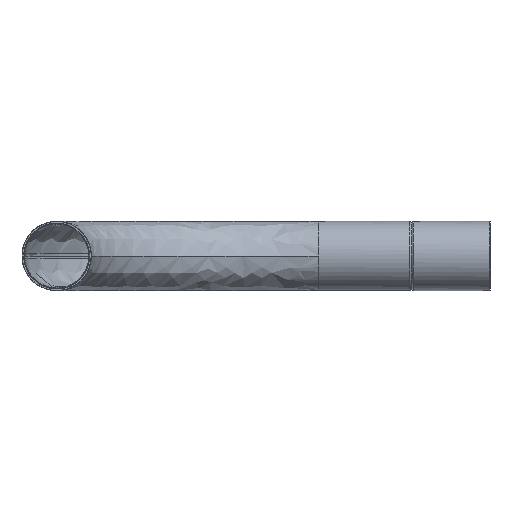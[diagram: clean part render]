
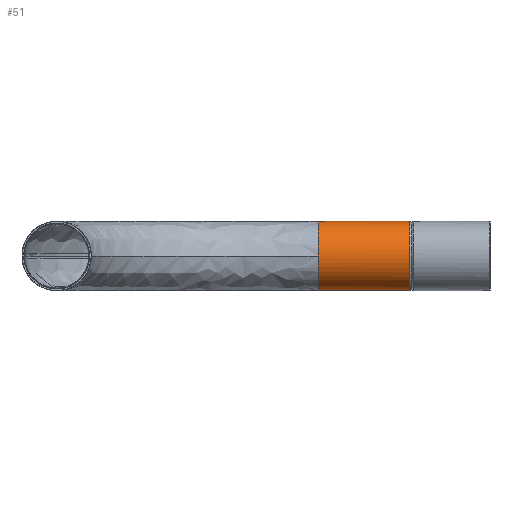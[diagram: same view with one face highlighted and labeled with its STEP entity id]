
A CAD part, front view. The second image highlights one B-rep face of the part: STEP entity #51.
In plain terms, the highlighted free-form (B-spline) face has degree [2, 1] with [9, 2] control points.
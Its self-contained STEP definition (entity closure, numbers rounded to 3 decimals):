
#51=ADVANCED_FACE('',(#101),#736,.T.);
#101=FACE_OUTER_BOUND('',#152,.T.);
#152=EDGE_LOOP('',(#324,#325,#326,#327,#328));
#324=ORIENTED_EDGE('',*,*,#477,.F.);
#325=ORIENTED_EDGE('',*,*,#438,.T.);
#326=ORIENTED_EDGE('',*,*,#478,.F.);
#327=ORIENTED_EDGE('',*,*,#494,.T.);
#328=ORIENTED_EDGE('',*,*,#414,.F.);
#414=EDGE_CURVE('',#646,#647,#546,.T.);
#438=EDGE_CURVE('',#660,#658,#570,.T.);
#477=EDGE_CURVE('',#660,#646,#525,.T.);
#478=EDGE_CURVE('',#691,#658,#526,.T.);
#494=EDGE_CURVE('',#691,#647,#610,.T.);
#525=B_SPLINE_CURVE_WITH_KNOTS('',1,(#3999,#4000),.UNSPECIFIED.,.F.,.F.,
(2,2),(0.,70.3),.UNSPECIFIED.);
#526=B_SPLINE_CURVE_WITH_KNOTS('',1,(#4001,#4002),.UNSPECIFIED.,.F.,.F.,
(2,2),(-70.3,0.),.UNSPECIFIED.);
#546=(
BOUNDED_CURVE()
B_SPLINE_CURVE(2,(#3778,#3779,#3780),.UNSPECIFIED.,.F.,.F.)
B_SPLINE_CURVE_WITH_KNOTS((3,3),(0.,41.626),.UNSPECIFIED.)
CURVE()
GEOMETRIC_REPRESENTATION_ITEM()
RATIONAL_B_SPLINE_CURVE((1.,0.707,1.))
REPRESENTATION_ITEM('')
);
#570=(
BOUNDED_CURVE()
B_SPLINE_CURVE(2,(#3864,#3865,#3866,#3867,#3868),.UNSPECIFIED.,.F.,.F.)
B_SPLINE_CURVE_WITH_KNOTS((3,2,3),(0.,41.626,83.252),
 .UNSPECIFIED.)
CURVE()
GEOMETRIC_REPRESENTATION_ITEM()
RATIONAL_B_SPLINE_CURVE((1.,0.707,1.,0.707,1.))
REPRESENTATION_ITEM('')
);
#610=(
BOUNDED_CURVE()
B_SPLINE_CURVE(2,(#4050,#4051,#4052),.UNSPECIFIED.,.F.,.F.)
B_SPLINE_CURVE_WITH_KNOTS((3,3),(-41.626,0.),.UNSPECIFIED.)
CURVE()
GEOMETRIC_REPRESENTATION_ITEM()
RATIONAL_B_SPLINE_CURVE((1.,0.707,1.))
REPRESENTATION_ITEM('')
);
#646=VERTEX_POINT('',#3676);
#647=VERTEX_POINT('',#3677);
#658=VERTEX_POINT('',#3688);
#660=VERTEX_POINT('',#3690);
#691=VERTEX_POINT('',#3721);
#736=(
BOUNDED_SURFACE()
B_SPLINE_SURFACE(2,1,((#2762,#2763),(#2764,#2765),(#2766,#2767),(#2768,
#2769),(#2770,#2771),(#2772,#2773),(#2774,#2775),(#2776,#2777),(#2778,#2779)),
 .UNSPECIFIED.,.T.,.F.,.F.)
B_SPLINE_SURFACE_WITH_KNOTS((3,2,2,2,3),(2,2),(0.,41.626,83.252,
124.878,166.504),(0.,84.362),.UNSPECIFIED.)
GEOMETRIC_REPRESENTATION_ITEM()
RATIONAL_B_SPLINE_SURFACE(((1.,1.),(0.707,0.707),
(1.,1.),(0.707,0.707),(1.,1.),(0.707,
0.707),(1.,1.),(0.707,0.707),(1.,1.)))
REPRESENTATION_ITEM('')
SURFACE()
);
#2762=CARTESIAN_POINT('',(77.331,226.5,0.));
#2763=CARTESIAN_POINT('',(-7.031,226.5,0.));
#2764=CARTESIAN_POINT('',(77.331,226.5,-26.5));
#2765=CARTESIAN_POINT('',(-7.031,226.5,-26.5));
#2766=CARTESIAN_POINT('',(77.331,200.,-26.5));
#2767=CARTESIAN_POINT('',(-7.031,200.,-26.5));
#2768=CARTESIAN_POINT('',(77.331,173.5,-26.5));
#2769=CARTESIAN_POINT('',(-7.031,173.5,-26.5));
#2770=CARTESIAN_POINT('',(77.331,173.5,0.));
#2771=CARTESIAN_POINT('',(-7.031,173.5,0.));
#2772=CARTESIAN_POINT('',(77.331,173.5,26.5));
#2773=CARTESIAN_POINT('',(-7.031,173.5,26.5));
#2774=CARTESIAN_POINT('',(77.331,200.,26.5));
#2775=CARTESIAN_POINT('',(-7.031,200.,26.5));
#2776=CARTESIAN_POINT('',(77.331,226.5,26.5));
#2777=CARTESIAN_POINT('',(-7.031,226.5,26.5));
#2778=CARTESIAN_POINT('',(77.331,226.5,0.));
#2779=CARTESIAN_POINT('',(-7.031,226.5,0.));
#3676=CARTESIAN_POINT('',(0.,200.,-26.5));
#3677=CARTESIAN_POINT('',(0.,173.5,0.));
#3688=CARTESIAN_POINT('',(70.3,200.,26.5));
#3690=CARTESIAN_POINT('',(70.3,200.,-26.5));
#3721=CARTESIAN_POINT('',(0.,200.,26.5));
#3778=CARTESIAN_POINT('',(0.,200.,-26.5));
#3779=CARTESIAN_POINT('',(0.,173.5,-26.5));
#3780=CARTESIAN_POINT('',(0.,173.5,0.));
#3864=CARTESIAN_POINT('',(70.3,200.,-26.5));
#3865=CARTESIAN_POINT('',(70.3,173.5,-26.5));
#3866=CARTESIAN_POINT('',(70.3,173.5,0.));
#3867=CARTESIAN_POINT('',(70.3,173.5,26.5));
#3868=CARTESIAN_POINT('',(70.3,200.,26.5));
#3999=CARTESIAN_POINT('',(70.3,200.,-26.5));
#4000=CARTESIAN_POINT('',(0.,200.,-26.5));
#4001=CARTESIAN_POINT('',(0.,200.,26.5));
#4002=CARTESIAN_POINT('',(70.3,200.,26.5));
#4050=CARTESIAN_POINT('',(0.,200.,26.5));
#4051=CARTESIAN_POINT('',(0.,173.5,26.5));
#4052=CARTESIAN_POINT('',(0.,173.5,0.));
